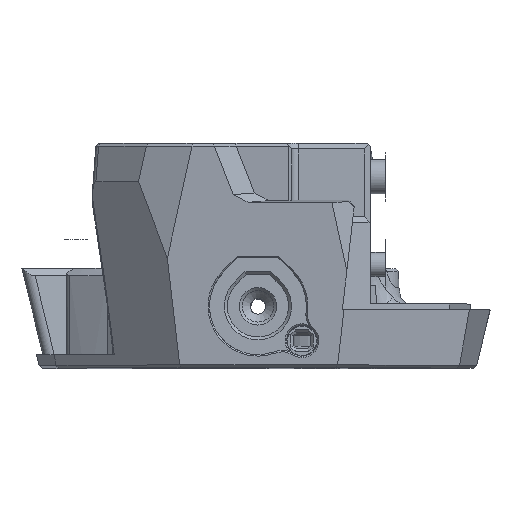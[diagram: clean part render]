
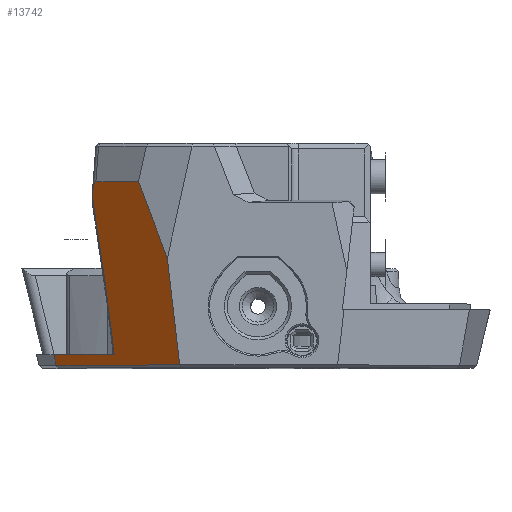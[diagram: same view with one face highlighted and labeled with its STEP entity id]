
A CAD part, top view. The second image highlights one B-rep face of the part: STEP entity #13742.
In plain terms, the highlighted planar face has unit normal (-0.622, -0.139, 0.771).
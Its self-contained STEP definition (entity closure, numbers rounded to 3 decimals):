
#253=ELLIPSE('',#14384,4.813,1.);
#533=B_SPLINE_CURVE_WITH_KNOTS('',3,(#26154,#26155,#26156,#26157),
 .UNSPECIFIED.,.F.,.F.,(4,4),(-0.852,0.),.UNSPECIFIED.);
#838=CIRCLE('',#14831,221.053);
#1571=FACE_OUTER_BOUND('',#2388,.T.);
#2388=EDGE_LOOP('',(#11892,#11893,#11894,#11895,#11896,#11897,#11898,#11899,
#11900,#11901,#11902));
#3179=LINE('',#23106,#4583);
#3185=LINE('',#23117,#4589);
#3186=LINE('',#23154,#4590);
#3755=LINE('',#26146,#5159);
#3756=LINE('',#26148,#5160);
#3757=LINE('',#26150,#5161);
#3758=LINE('',#26152,#5162);
#3759=LINE('',#26153,#5163);
#4583=VECTOR('',#16586,1000.);
#4589=VECTOR('',#16594,1000.);
#4590=VECTOR('',#16603,1000.);
#5159=VECTOR('',#18062,1000.);
#5160=VECTOR('',#18063,1000.);
#5161=VECTOR('',#18064,1000.);
#5162=VECTOR('',#18065,1000.);
#5163=VECTOR('',#18066,1000.);
#6013=VERTEX_POINT('',#23103);
#6014=VERTEX_POINT('',#23105);
#6018=VERTEX_POINT('',#23115);
#6019=VERTEX_POINT('',#23119);
#6020=VERTEX_POINT('',#23152);
#6514=VERTEX_POINT('',#26142);
#6515=VERTEX_POINT('',#26143);
#6516=VERTEX_POINT('',#26145);
#6517=VERTEX_POINT('',#26147);
#6518=VERTEX_POINT('',#26149);
#6519=VERTEX_POINT('',#26151);
#7581=EDGE_CURVE('',#6014,#6013,#3179,.T.);
#7587=EDGE_CURVE('',#6013,#6018,#3185,.T.);
#7589=EDGE_CURVE('',#6018,#6019,#253,.T.);
#7592=EDGE_CURVE('',#6020,#6019,#3186,.T.);
#8383=EDGE_CURVE('',#6514,#6515,#838,.T.);
#8384=EDGE_CURVE('',#6516,#6514,#3755,.T.);
#8385=EDGE_CURVE('',#6516,#6517,#3756,.T.);
#8386=EDGE_CURVE('',#6517,#6518,#3757,.T.);
#8387=EDGE_CURVE('',#6518,#6519,#3758,.T.);
#8388=EDGE_CURVE('',#6519,#6014,#3759,.T.);
#8389=EDGE_CURVE('',#6515,#6020,#533,.T.);
#11892=ORIENTED_EDGE('',*,*,#8383,.F.);
#11893=ORIENTED_EDGE('',*,*,#8384,.F.);
#11894=ORIENTED_EDGE('',*,*,#8385,.T.);
#11895=ORIENTED_EDGE('',*,*,#8386,.T.);
#11896=ORIENTED_EDGE('',*,*,#8387,.T.);
#11897=ORIENTED_EDGE('',*,*,#8388,.T.);
#11898=ORIENTED_EDGE('',*,*,#7581,.T.);
#11899=ORIENTED_EDGE('',*,*,#7587,.T.);
#11900=ORIENTED_EDGE('',*,*,#7589,.T.);
#11901=ORIENTED_EDGE('',*,*,#7592,.F.);
#11902=ORIENTED_EDGE('',*,*,#8389,.F.);
#13053=PLANE('',#14830);
#13742=ADVANCED_FACE('',(#1571),#13053,.T.);
#14384=AXIS2_PLACEMENT_3D('',#23132,#16597,#16598);
#14830=AXIS2_PLACEMENT_3D('',#26141,#18058,#18059);
#14831=AXIS2_PLACEMENT_3D('',#26144,#18060,#18061);
#16586=DIRECTION('',(-0.35,0.93,-0.115));
#16594=DIRECTION('',(-0.778,0.,-0.628));
#16597=DIRECTION('center_axis',(-0.622,-0.139,0.771));
#16598=DIRECTION('ref_axis',(0.056,-0.989,-0.133));
#16603=DIRECTION('',(-0.147,0.987,0.059));
#18058=DIRECTION('center_axis',(-0.622,-0.139,0.771));
#18059=DIRECTION('ref_axis',(-0.218,0.976,0.));
#18060=DIRECTION('center_axis',(-0.622,-0.139,0.771));
#18061=DIRECTION('ref_axis',(0.775,0.03,0.631));
#18062=DIRECTION('',(0.778,0.,0.628));
#18063=DIRECTION('',(0.176,-0.984,-0.035));
#18064=DIRECTION('',(0.778,0.,0.628));
#18065=DIRECTION('',(0.606,0.537,0.586));
#18066=DIRECTION('',(-0.114,0.99,0.087));
#23103=CARTESIAN_POINT('',(-16.269,16.97,67.031));
#23105=CARTESIAN_POINT('',(-12.342,6.543,68.316));
#23106=CARTESIAN_POINT('',(-13.784,10.372,67.844));
#23115=CARTESIAN_POINT('',(-22.076,16.97,62.345));
#23117=CARTESIAN_POINT('',(-26.554,16.97,58.731));
#23119=CARTESIAN_POINT('',(-22.588,15.069,61.589));
#23132=CARTESIAN_POINT('Origin',(-21.798,12.207,61.709));
#23152=CARTESIAN_POINT('',(-20.881,3.626,60.899));
#23154=CARTESIAN_POINT('',(-22.239,12.729,61.448));
#26141=CARTESIAN_POINT('Origin',(-20.446,-1.7,60.288));
#26142=CARTESIAN_POINT('',(-19.59,-6.6,60.094));
#26143=CARTESIAN_POINT('',(-19.787,-4.8,60.261));
#26144=CARTESIAN_POINT('Origin',(-191.145,-11.514,-79.223));
#26145=CARTESIAN_POINT('',(-27.775,-6.6,53.489));
#26146=CARTESIAN_POINT('',(-24.685,-6.6,55.983));
#26147=CARTESIAN_POINT('',(-27.524,-8.004,53.439));
#26148=CARTESIAN_POINT('',(-28.454,-2.815,53.626));
#26149=CARTESIAN_POINT('',(-10.667,-8.004,67.041));
#26150=CARTESIAN_POINT('',(-19.157,-8.004,60.19));
#26151=CARTESIAN_POINT('',(-10.664,-8.002,67.043));
#26152=CARTESIAN_POINT('',(-10.743,-8.072,66.967));
#26153=CARTESIAN_POINT('',(-11.444,-1.246,67.634));
#26154=CARTESIAN_POINT('Ctrl Pts',(-19.787,-4.8,60.261));
#26155=CARTESIAN_POINT('Ctrl Pts',(-20.103,-1.988,60.513));
#26156=CARTESIAN_POINT('Ctrl Pts',(-20.463,0.822,60.73));
#26157=CARTESIAN_POINT('Ctrl Pts',(-20.881,3.626,60.899));
